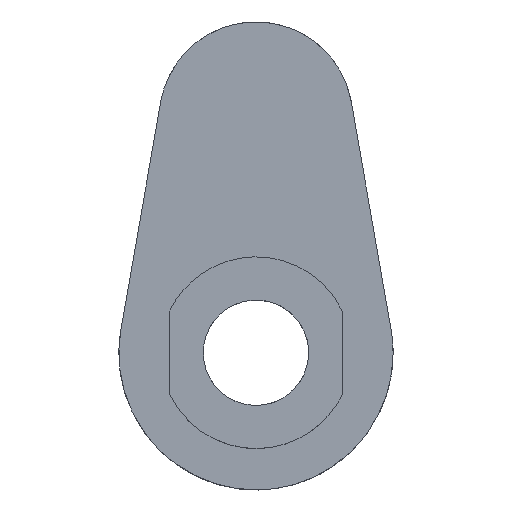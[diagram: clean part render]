
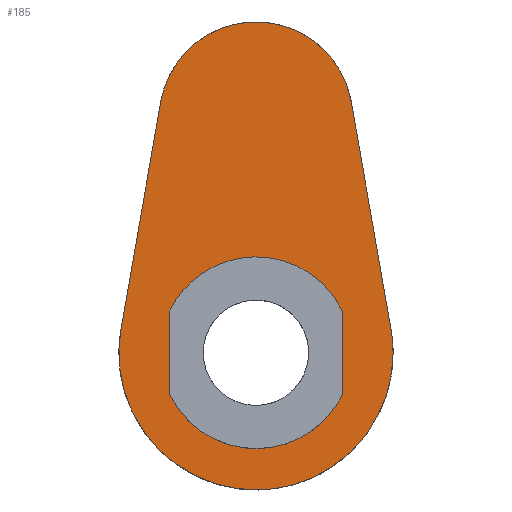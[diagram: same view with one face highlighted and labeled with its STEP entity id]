
A CAD part, top view. The second image highlights one B-rep face of the part: STEP entity #185.
In plain terms, the highlighted free-form (B-spline) face has degree [1, 1] with [2, 2] control points.
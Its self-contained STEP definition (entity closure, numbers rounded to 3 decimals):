
#185 = ADVANCED_FACE('',(#186,#222),#254,.T.);
#186 = FACE_BOUND('',#187,.T.);
#187 = EDGE_LOOP('',(#188,#200,#207,#217));
#188 = ORIENTED_EDGE('',*,*,#189,.T.);
#189 = EDGE_CURVE('',#190,#192,#194,.T.);
#190 = VERTEX_POINT('',#191);
#191 = CARTESIAN_POINT('',(-5.734,1.005,0.));
#192 = VERTEX_POINT('',#193);
#193 = CARTESIAN_POINT('',(5.734,1.005,0.));
#194 = ( BOUNDED_CURVE() B_SPLINE_CURVE(2,(#195,#196,#197,#198,#199),
.UNSPECIFIED.,.F.,.F.) B_SPLINE_CURVE_WITH_KNOTS((3,2,3),(2.968
,4.712,6.457),.PIECEWISE_BEZIER_KNOTS.) CURVE() 
GEOMETRIC_REPRESENTATION_ITEM() RATIONAL_B_SPLINE_CURVE((1.,
0.643,1.,0.643,1.)) REPRESENTATION_ITEM('') );
#195 = CARTESIAN_POINT('',(-5.734,1.005,0.));
#196 = CARTESIAN_POINT('',(-6.93,-5.821,0.));
#197 = CARTESIAN_POINT('',(0.,-5.821,0.));
#198 = CARTESIAN_POINT('',(6.93,-5.821,0.));
#199 = CARTESIAN_POINT('',(5.734,1.005,0.));
#200 = ORIENTED_EDGE('',*,*,#201,.T.);
#201 = EDGE_CURVE('',#192,#202,#204,.T.);
#202 = VERTEX_POINT('',#203);
#203 = CARTESIAN_POINT('',(4.044,10.65,0.));
#204 = B_SPLINE_CURVE_WITH_KNOTS('',1,(#205,#206),.UNSPECIFIED.,.F.,.F.,
  (2,2),(0.,6.678),.PIECEWISE_BEZIER_KNOTS.);
#205 = CARTESIAN_POINT('',(5.734,1.005,0.));
#206 = CARTESIAN_POINT('',(4.044,10.65,0.));
#207 = ORIENTED_EDGE('',*,*,#208,.T.);
#208 = EDGE_CURVE('',#202,#209,#211,.T.);
#209 = VERTEX_POINT('',#210);
#210 = CARTESIAN_POINT('',(-4.044,10.65,0.));
#211 = ( BOUNDED_CURVE() B_SPLINE_CURVE(2,(#212,#213,#214,#215,#216),
.UNSPECIFIED.,.F.,.F.) B_SPLINE_CURVE_WITH_KNOTS((3,2,3),(0.173
,1.571,2.968),.PIECEWISE_BEZIER_KNOTS.) CURVE() 
GEOMETRIC_REPRESENTATION_ITEM() RATIONAL_B_SPLINE_CURVE((1.,
0.766,1.,0.766,1.)) REPRESENTATION_ITEM('') );
#212 = CARTESIAN_POINT('',(4.044,10.65,0.));
#213 = CARTESIAN_POINT('',(3.449,14.047,0.));
#214 = CARTESIAN_POINT('',(0.,14.047,0.));
#215 = CARTESIAN_POINT('',(-3.449,14.047,0.));
#216 = CARTESIAN_POINT('',(-4.044,10.65,0.));
#217 = ORIENTED_EDGE('',*,*,#218,.F.);
#218 = EDGE_CURVE('',#190,#209,#219,.T.);
#219 = B_SPLINE_CURVE_WITH_KNOTS('',1,(#220,#221),.UNSPECIFIED.,.F.,.F.,
  (2,2),(0.,6.678),.PIECEWISE_BEZIER_KNOTS.);
#220 = CARTESIAN_POINT('',(-5.734,1.005,0.));
#221 = CARTESIAN_POINT('',(-4.044,10.65,0.));
#222 = FACE_BOUND('',#223,.T.);
#223 = EDGE_LOOP('',(#224,#234,#241,#249));
#224 = ORIENTED_EDGE('',*,*,#225,.F.);
#225 = EDGE_CURVE('',#226,#228,#230,.T.);
#226 = VERTEX_POINT('',#227);
#227 = CARTESIAN_POINT('',(3.666,1.766,0.));
#228 = VERTEX_POINT('',#229);
#229 = CARTESIAN_POINT('',(-3.666,1.766,0.));
#230 = ( BOUNDED_CURVE() B_SPLINE_CURVE(2,(#231,#232,#233),
.UNSPECIFIED.,.F.,.F.) B_SPLINE_CURVE_WITH_KNOTS((3,3),(0.449,
2.693),.PIECEWISE_BEZIER_KNOTS.) CURVE() 
GEOMETRIC_REPRESENTATION_ITEM() RATIONAL_B_SPLINE_CURVE((1.,
0.434,1.)) REPRESENTATION_ITEM('') );
#231 = CARTESIAN_POINT('',(3.666,1.766,0.));
#232 = CARTESIAN_POINT('',(0.,9.375,0.));
#233 = CARTESIAN_POINT('',(-3.666,1.766,0.));
#234 = ORIENTED_EDGE('',*,*,#235,.T.);
#235 = EDGE_CURVE('',#226,#236,#238,.T.);
#236 = VERTEX_POINT('',#237);
#237 = CARTESIAN_POINT('',(3.666,-1.766,0.));
#238 = B_SPLINE_CURVE_WITH_KNOTS('',1,(#239,#240),.UNSPECIFIED.,.F.,.F.,
  (2,2),(0.,2.409),.PIECEWISE_BEZIER_KNOTS.);
#239 = CARTESIAN_POINT('',(3.666,1.766,0.));
#240 = CARTESIAN_POINT('',(3.666,-1.766,0.));
#241 = ORIENTED_EDGE('',*,*,#242,.F.);
#242 = EDGE_CURVE('',#243,#236,#245,.T.);
#243 = VERTEX_POINT('',#244);
#244 = CARTESIAN_POINT('',(-3.666,-1.766,0.));
#245 = ( BOUNDED_CURVE() B_SPLINE_CURVE(2,(#246,#247,#248),
.UNSPECIFIED.,.F.,.F.) B_SPLINE_CURVE_WITH_KNOTS((3,3),(3.591,
5.834),.PIECEWISE_BEZIER_KNOTS.) CURVE() 
GEOMETRIC_REPRESENTATION_ITEM() RATIONAL_B_SPLINE_CURVE((1.,
0.434,1.)) REPRESENTATION_ITEM('') );
#246 = CARTESIAN_POINT('',(-3.666,-1.766,0.));
#247 = CARTESIAN_POINT('',(0.,-9.375,0.));
#248 = CARTESIAN_POINT('',(3.666,-1.766,0.));
#249 = ORIENTED_EDGE('',*,*,#250,.F.);
#250 = EDGE_CURVE('',#228,#243,#251,.T.);
#251 = B_SPLINE_CURVE_WITH_KNOTS('',1,(#252,#253),.UNSPECIFIED.,.F.,.F.,
  (2,2),(0.,2.409),.PIECEWISE_BEZIER_KNOTS.);
#252 = CARTESIAN_POINT('',(-3.666,1.766,0.));
#253 = CARTESIAN_POINT('',(-3.666,-1.766,0.));
#254 = B_SPLINE_SURFACE_WITH_KNOTS('',1,1,(
    (#255,#256)
    ,(#257,#258
    )),.UNSPECIFIED.,.F.,.F.,.F.,(2,2),(2,2),(-3.97,3.97),(-6.775,6.775)
  ,.PIECEWISE_BEZIER_KNOTS.);
#255 = CARTESIAN_POINT('',(-5.821,-5.821,0.));
#256 = CARTESIAN_POINT('',(-5.821,14.047,0.));
#257 = CARTESIAN_POINT('',(5.821,-5.821,0.));
#258 = CARTESIAN_POINT('',(5.821,14.047,0.));
